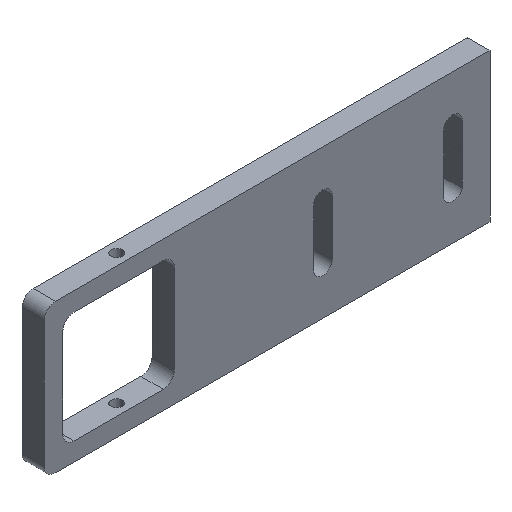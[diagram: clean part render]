
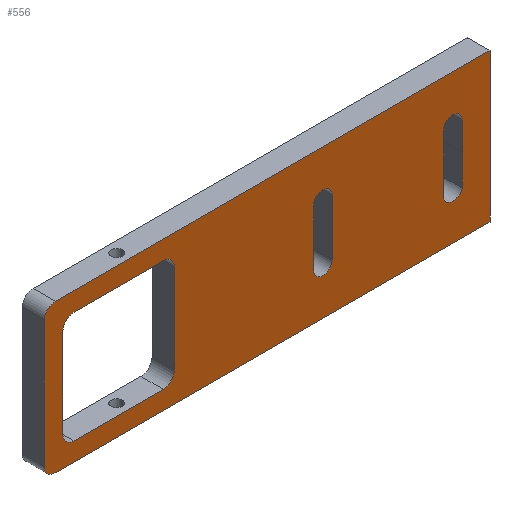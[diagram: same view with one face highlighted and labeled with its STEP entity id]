
A CAD part, isometric view. The second image highlights one B-rep face of the part: STEP entity #556.
In plain terms, the highlighted planar face has unit normal (0, -1, 0).
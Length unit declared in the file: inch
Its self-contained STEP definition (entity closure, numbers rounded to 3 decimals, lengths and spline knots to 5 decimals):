
#1=CARTESIAN_POINT('',(-57.,0.,-17.));
#2=DIRECTION('',(0.,1.,0.));
#3=DIRECTION('',(0.,0.,-1.));
#4=AXIS2_PLACEMENT_3D('',#1,#2,#3);
#6=DIRECTION('',(0.,0.,1.));
#7=VECTOR('',#6,34.);
#8=CARTESIAN_POINT('',(-60.,0.,-17.));
#9=LINE('',#8,#7);
#10=CARTESIAN_POINT('',(-57.,0.,17.));
#11=DIRECTION('',(0.,1.,0.));
#12=DIRECTION('',(-1.,0.,0.));
#13=AXIS2_PLACEMENT_3D('',#10,#11,#12);
#15=DIRECTION('',(1.,0.,0.));
#16=VECTOR('',#15,117.);
#17=CARTESIAN_POINT('',(-57.,0.,20.));
#18=LINE('',#17,#16);
#19=DIRECTION('',(0.,0.,-1.));
#20=VECTOR('',#19,40.);
#21=CARTESIAN_POINT('',(60.,0.,20.));
#22=LINE('',#21,#20);
#23=DIRECTION('',(-1.,0.,0.));
#24=VECTOR('',#23,117.);
#25=CARTESIAN_POINT('',(60.,0.,-20.));
#26=LINE('',#25,#24);
#27=DIRECTION('',(1.,0.,0.));
#28=VECTOR('',#27,24.);
#29=CARTESIAN_POINT('',(-52.,0.,-15.));
#30=LINE('',#29,#28);
#31=CARTESIAN_POINT('',(-28.,0.,-12.));
#32=DIRECTION('',(0.,-1.,0.));
#33=DIRECTION('',(0.,0.,-1.));
#34=AXIS2_PLACEMENT_3D('',#31,#32,#33);
#36=DIRECTION('',(0.,0.,1.));
#37=VECTOR('',#36,24.);
#38=CARTESIAN_POINT('',(-25.,0.,-12.));
#39=LINE('',#38,#37);
#40=CARTESIAN_POINT('',(-28.,0.,12.));
#41=DIRECTION('',(0.,-1.,0.));
#42=DIRECTION('',(1.,0.,0.));
#43=AXIS2_PLACEMENT_3D('',#40,#41,#42);
#45=DIRECTION('',(-1.,0.,0.));
#46=VECTOR('',#45,24.);
#47=CARTESIAN_POINT('',(-28.,0.,15.));
#48=LINE('',#47,#46);
#49=CARTESIAN_POINT('',(-52.,0.,12.));
#50=DIRECTION('',(0.,-1.,0.));
#51=DIRECTION('',(0.,0.,1.));
#52=AXIS2_PLACEMENT_3D('',#49,#50,#51);
#54=DIRECTION('',(0.,0.,-1.));
#55=VECTOR('',#54,24.);
#56=CARTESIAN_POINT('',(-55.,0.,12.));
#57=LINE('',#56,#55);
#58=CARTESIAN_POINT('',(-52.,0.,-12.));
#59=DIRECTION('',(0.,-1.,0.));
#60=DIRECTION('',(-1.,0.,0.));
#61=AXIS2_PLACEMENT_3D('',#58,#59,#60);
#63=CARTESIAN_POINT('',(15.,0.,-7.5));
#64=DIRECTION('',(0.,-1.,0.));
#65=DIRECTION('',(-1.,0.,0.));
#66=AXIS2_PLACEMENT_3D('',#63,#64,#65);
#68=DIRECTION('',(0.,0.,1.));
#69=VECTOR('',#68,15.);
#70=CARTESIAN_POINT('',(17.5,0.,-7.5));
#71=LINE('',#70,#69);
#72=CARTESIAN_POINT('',(15.,0.,7.5));
#73=DIRECTION('',(0.,-1.,0.));
#74=DIRECTION('',(1.,0.,0.));
#75=AXIS2_PLACEMENT_3D('',#72,#73,#74);
#77=DIRECTION('',(0.,0.,-1.));
#78=VECTOR('',#77,7.5);
#79=CARTESIAN_POINT('',(12.5,0.,7.5));
#80=LINE('',#79,#78);
#81=DIRECTION('',(0.,0.,-1.));
#82=VECTOR('',#81,7.5);
#83=CARTESIAN_POINT('',(12.5,0.,0.));
#84=LINE('',#83,#82);
#85=DIRECTION('',(0.,0.,-1.));
#86=VECTOR('',#85,8.36279);
#87=CARTESIAN_POINT('',(47.5,0.,0.));
#88=LINE('',#87,#86);
#89=CARTESIAN_POINT('',(50.,0.,-7.5));
#90=DIRECTION('',(0.,-1.,0.));
#91=DIRECTION('',(-0.945,0.,-0.326));
#92=AXIS2_PLACEMENT_3D('',#89,#90,#91);
#94=DIRECTION('',(0.,0.,1.));
#95=VECTOR('',#94,8.36279);
#96=CARTESIAN_POINT('',(52.5,0.,-8.36279));
#97=LINE('',#96,#95);
#98=DIRECTION('',(0.,0.,1.));
#99=VECTOR('',#98,7.5);
#100=CARTESIAN_POINT('',(52.5,0.,0.));
#101=LINE('',#100,#99);
#102=CARTESIAN_POINT('',(50.,0.,7.5));
#103=DIRECTION('',(0.,-1.,0.));
#104=DIRECTION('',(1.,0.,0.));
#105=AXIS2_PLACEMENT_3D('',#102,#103,#104);
#107=DIRECTION('',(0.,0.,-1.));
#108=VECTOR('',#107,7.5);
#109=CARTESIAN_POINT('',(47.5,0.,7.5));
#110=LINE('',#109,#108);
#377=CARTESIAN_POINT('',(-57.,0.,-20.));
#378=CARTESIAN_POINT('',(-60.,0.,-17.));
#379=VERTEX_POINT('',#377);
#380=VERTEX_POINT('',#378);
#381=CARTESIAN_POINT('',(-60.,0.,17.));
#382=VERTEX_POINT('',#381);
#383=CARTESIAN_POINT('',(-57.,0.,20.));
#384=VERTEX_POINT('',#383);
#385=CARTESIAN_POINT('',(60.,0.,20.));
#386=VERTEX_POINT('',#385);
#387=CARTESIAN_POINT('',(60.,0.,-20.));
#388=VERTEX_POINT('',#387);
#389=CARTESIAN_POINT('',(-52.,0.,-15.));
#390=CARTESIAN_POINT('',(-28.,0.,-15.));
#391=VERTEX_POINT('',#389);
#392=VERTEX_POINT('',#390);
#393=CARTESIAN_POINT('',(-25.,0.,-12.));
#394=VERTEX_POINT('',#393);
#395=CARTESIAN_POINT('',(-25.,0.,12.));
#396=VERTEX_POINT('',#395);
#397=CARTESIAN_POINT('',(-28.,0.,15.));
#398=VERTEX_POINT('',#397);
#399=CARTESIAN_POINT('',(-52.,0.,15.));
#400=VERTEX_POINT('',#399);
#401=CARTESIAN_POINT('',(-55.,0.,12.));
#402=VERTEX_POINT('',#401);
#403=CARTESIAN_POINT('',(-55.,0.,-12.));
#404=VERTEX_POINT('',#403);
#449=CARTESIAN_POINT('',(12.5,0.,-7.5));
#450=CARTESIAN_POINT('',(17.5,0.,-7.5));
#451=VERTEX_POINT('',#449);
#452=VERTEX_POINT('',#450);
#453=CARTESIAN_POINT('',(17.5,0.,7.5));
#454=VERTEX_POINT('',#453);
#455=CARTESIAN_POINT('',(12.5,0.,7.5));
#456=VERTEX_POINT('',#455);
#457=CARTESIAN_POINT('',(12.5,0.,0.));
#458=VERTEX_POINT('',#457);
#459=CARTESIAN_POINT('',(47.5,0.,0.));
#460=CARTESIAN_POINT('',(47.5,0.,-8.36279));
#461=VERTEX_POINT('',#459);
#462=VERTEX_POINT('',#460);
#463=CARTESIAN_POINT('',(52.5,0.,-8.36279));
#464=VERTEX_POINT('',#463);
#465=CARTESIAN_POINT('',(52.5,0.,0.));
#466=VERTEX_POINT('',#465);
#467=CARTESIAN_POINT('',(52.5,0.,7.5));
#468=VERTEX_POINT('',#467);
#469=CARTESIAN_POINT('',(47.5,0.,7.5));
#470=VERTEX_POINT('',#469);
#493=CARTESIAN_POINT('',(0.,0.,0.));
#494=DIRECTION('',(0.,1.,0.));
#495=DIRECTION('',(1.,0.,0.));
#496=AXIS2_PLACEMENT_3D('',#493,#494,#495);
#497=PLANE('',#496);
#499=ORIENTED_EDGE('',*,*,#498,.T.);
#501=ORIENTED_EDGE('',*,*,#500,.T.);
#503=ORIENTED_EDGE('',*,*,#502,.T.);
#505=ORIENTED_EDGE('',*,*,#504,.T.);
#507=ORIENTED_EDGE('',*,*,#506,.T.);
#509=ORIENTED_EDGE('',*,*,#508,.T.);
#510=EDGE_LOOP('',(#499,#501,#503,#505,#507,#509));
#511=FACE_OUTER_BOUND('',#510,.F.);
#513=ORIENTED_EDGE('',*,*,#512,.T.);
#515=ORIENTED_EDGE('',*,*,#514,.T.);
#517=ORIENTED_EDGE('',*,*,#516,.T.);
#519=ORIENTED_EDGE('',*,*,#518,.T.);
#521=ORIENTED_EDGE('',*,*,#520,.T.);
#523=ORIENTED_EDGE('',*,*,#522,.T.);
#525=ORIENTED_EDGE('',*,*,#524,.T.);
#527=ORIENTED_EDGE('',*,*,#526,.T.);
#528=EDGE_LOOP('',(#513,#515,#517,#519,#521,#523,#525,#527));
#529=FACE_BOUND('',#528,.F.);
#531=ORIENTED_EDGE('',*,*,#530,.T.);
#533=ORIENTED_EDGE('',*,*,#532,.T.);
#535=ORIENTED_EDGE('',*,*,#534,.T.);
#537=ORIENTED_EDGE('',*,*,#536,.T.);
#539=ORIENTED_EDGE('',*,*,#538,.T.);
#540=EDGE_LOOP('',(#531,#533,#535,#537,#539));
#541=FACE_BOUND('',#540,.F.);
#543=ORIENTED_EDGE('',*,*,#542,.T.);
#545=ORIENTED_EDGE('',*,*,#544,.T.);
#547=ORIENTED_EDGE('',*,*,#546,.T.);
#549=ORIENTED_EDGE('',*,*,#548,.T.);
#551=ORIENTED_EDGE('',*,*,#550,.T.);
#553=ORIENTED_EDGE('',*,*,#552,.T.);
#554=EDGE_LOOP('',(#543,#545,#547,#549,#551,#553));
#555=FACE_BOUND('',#554,.F.);
#556=ADVANCED_FACE('',(#511,#529,#541,#555),#497,.F.);
#5=CIRCLE('',#4,3.);
#14=CIRCLE('',#13,3.);
#35=CIRCLE('',#34,3.);
#44=CIRCLE('',#43,3.);
#53=CIRCLE('',#52,3.);
#62=CIRCLE('',#61,3.);
#67=CIRCLE('',#66,2.5);
#76=CIRCLE('',#75,2.5);
#93=CIRCLE('',#92,2.64469);
#106=CIRCLE('',#105,2.5);
#498=EDGE_CURVE('',#379,#380,#5,.T.);
#500=EDGE_CURVE('',#380,#382,#9,.T.);
#502=EDGE_CURVE('',#382,#384,#14,.T.);
#504=EDGE_CURVE('',#384,#386,#18,.T.);
#506=EDGE_CURVE('',#386,#388,#22,.T.);
#508=EDGE_CURVE('',#388,#379,#26,.T.);
#512=EDGE_CURVE('',#391,#392,#30,.T.);
#514=EDGE_CURVE('',#392,#394,#35,.T.);
#516=EDGE_CURVE('',#394,#396,#39,.T.);
#518=EDGE_CURVE('',#396,#398,#44,.T.);
#520=EDGE_CURVE('',#398,#400,#48,.T.);
#522=EDGE_CURVE('',#400,#402,#53,.T.);
#524=EDGE_CURVE('',#402,#404,#57,.T.);
#526=EDGE_CURVE('',#404,#391,#62,.T.);
#530=EDGE_CURVE('',#451,#452,#67,.T.);
#532=EDGE_CURVE('',#452,#454,#71,.T.);
#534=EDGE_CURVE('',#454,#456,#76,.T.);
#536=EDGE_CURVE('',#456,#458,#80,.T.);
#538=EDGE_CURVE('',#458,#451,#84,.T.);
#542=EDGE_CURVE('',#461,#462,#88,.T.);
#544=EDGE_CURVE('',#462,#464,#93,.T.);
#546=EDGE_CURVE('',#464,#466,#97,.T.);
#548=EDGE_CURVE('',#466,#468,#101,.T.);
#550=EDGE_CURVE('',#468,#470,#106,.T.);
#552=EDGE_CURVE('',#470,#461,#110,.T.);
